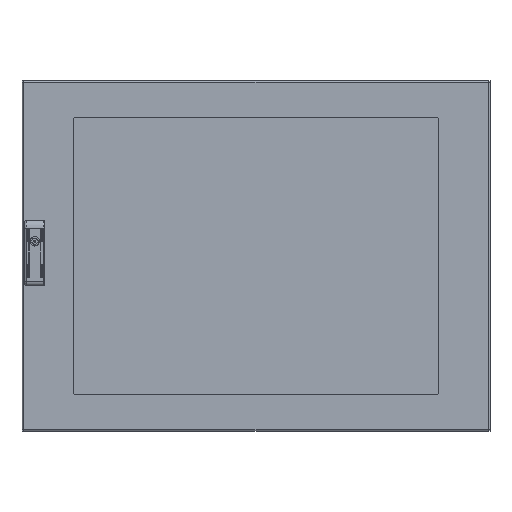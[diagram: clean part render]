
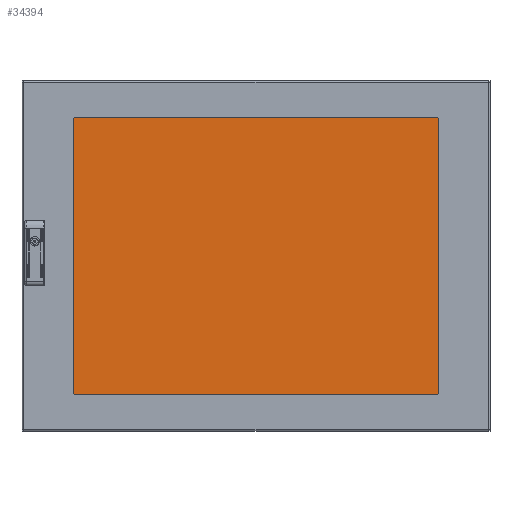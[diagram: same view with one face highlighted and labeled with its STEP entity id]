
A CAD part, top view. The second image highlights one B-rep face of the part: STEP entity #34394.
In plain terms, the highlighted planar face has unit normal (0, 0, 1).
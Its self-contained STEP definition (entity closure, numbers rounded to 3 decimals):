
#8918 = AXIS2_PLACEMENT_3D ( 'NONE', #16091, #16097, #16098 ) ;
#16091 = CARTESIAN_POINT ( 'NONE',  ( 0., 0., 0. ) ) ;
#16094 = PLANE ( 'NONE',  #8918 ) ;
#16097 = DIRECTION ( 'NONE',  ( 0., 0., 1. ) ) ;
#16098 = DIRECTION ( 'NONE',  ( 1., 0., 0. ) ) ;
#17157 = ORIENTED_EDGE ( 'NONE', *, *, #27289, .T. ) ;
#17158 = ORIENTED_EDGE ( 'NONE', *, *, #27292, .T. ) ;
#17159 = ORIENTED_EDGE ( 'NONE', *, *, #27295, .T. ) ;
#17160 = ORIENTED_EDGE ( 'NONE', *, *, #27286, .T. ) ;
#18067 = FACE_OUTER_BOUND ( 'NONE', #42844, .T. ) ;
#20441 = VERTEX_POINT ( 'NONE', #36892 ) ;
#20470 = VERTEX_POINT ( 'NONE', #36921 ) ;
#20579 = VERTEX_POINT ( 'NONE', #36191 ) ;
#20597 = VERTEX_POINT ( 'NONE', #36209 ) ;
#27286 = EDGE_CURVE ( 'NONE', #20470, #20597, #38240, .T. ) ;
#27289 = EDGE_CURVE ( 'NONE', #20579, #20470, #38254, .T. ) ;
#27292 = EDGE_CURVE ( 'NONE', #20441, #20579, #38260, .T. ) ;
#27295 = EDGE_CURVE ( 'NONE', #20597, #20441, #38266, .T. ) ;
#34394 = ADVANCED_FACE ( 'NONE', ( #18067 ), #16094, .T. ) ;
#36191 = CARTESIAN_POINT ( 'NONE',  ( -320., -245.5, 0. ) ) ;
#36209 = CARTESIAN_POINT ( 'NONE',  ( 320., 245.5, 0. ) ) ;
#36314 = CARTESIAN_POINT ( 'NONE',  ( 320., 245.5, 0. ) ) ;
#36319 = DIRECTION ( 'NONE',  ( 0., 1., 0. ) ) ;
#36324 = CARTESIAN_POINT ( 'NONE',  ( -320., -245.5, 0. ) ) ;
#36325 = DIRECTION ( 'NONE',  ( 1., 0., 0. ) ) ;
#36329 = CARTESIAN_POINT ( 'NONE',  ( -320., 245.5, 0. ) ) ;
#36330 = DIRECTION ( 'NONE',  ( 0., -1., 0. ) ) ;
#36335 = CARTESIAN_POINT ( 'NONE',  ( -320., 245.5, 0. ) ) ;
#36336 = DIRECTION ( 'NONE',  ( -1., 0., 0. ) ) ;
#36892 = CARTESIAN_POINT ( 'NONE',  ( -320., 245.5, 0. ) ) ;
#36921 = CARTESIAN_POINT ( 'NONE',  ( 320., -245.5, 0. ) ) ;
#38240 = LINE ( 'NONE', #36314, #38251 ) ;
#38251 = VECTOR ( 'NONE', #36319, 1000. ) ;
#38254 = LINE ( 'NONE', #36324, #38257 ) ;
#38257 = VECTOR ( 'NONE', #36325, 1000. ) ;
#38260 = LINE ( 'NONE', #36329, #38263 ) ;
#38263 = VECTOR ( 'NONE', #36330, 1000. ) ;
#38266 = LINE ( 'NONE', #36335, #38269 ) ;
#38269 = VECTOR ( 'NONE', #36336, 1000. ) ;
#42844 = EDGE_LOOP ( 'NONE', ( #17160, #17159, #17158, #17157 ) ) ;
